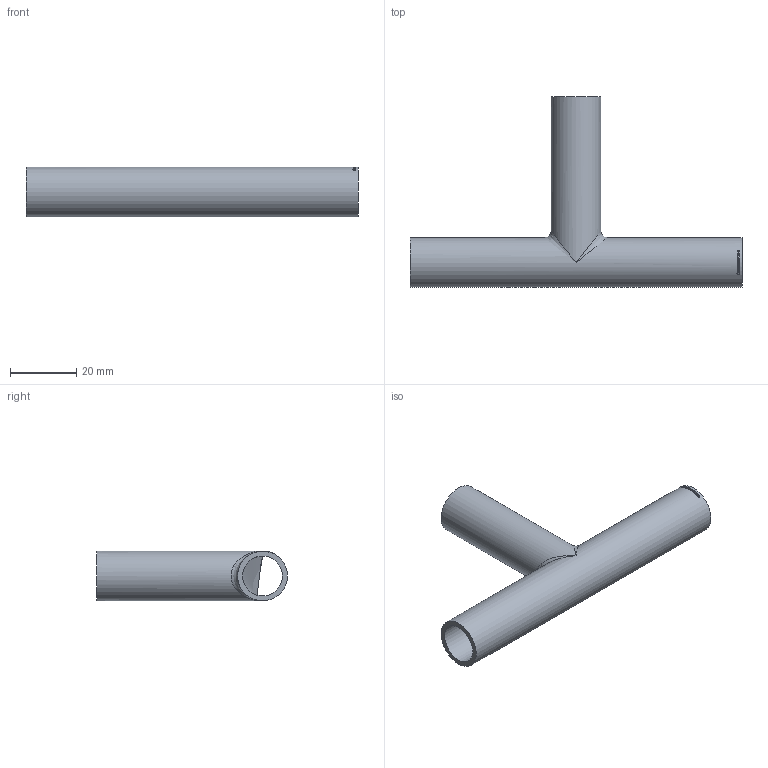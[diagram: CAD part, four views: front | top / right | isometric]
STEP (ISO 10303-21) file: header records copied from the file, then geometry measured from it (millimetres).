
FILE_DESCRIPTION (( 'STEP AP214' ), '1' );
FILE_NAME ('ORTR-015X15-x T-Stück 2004.STEP', '2020-04-06T12:07:30', ( '' ), ( '' ), 'SwSTEP 2.0', 'SolidWorks 2019', '' );
FILE_SCHEMA (( 'AUTOMOTIVE_DESIGN' ));
Length unit declared in the file: millimetre
Products named in the file (1): ORTR-015X15-x T-Stück 2004
Bounding box: 100 x 57.5 x 15 mm (x, y, z)
Volume: 8971 mm3; surface area: 12149.1 mm2
Topology: 1 solids, 1 shells, 177 faces, 475 edges, 308 vertices
Faces by surface type: bspline 95, plane 61, cylinder 21
Full cylindrical faces by diameter (mm): 12 x2, 15 x2
Entity records: 10923 total; most frequent: CARTESIAN_POINT 5556, ORIENTED_EDGE 922, EDGE_CURVE 461, DIRECTION 404, VERTEX_POINT 308, B_SPLINE_CURVE_WITH_KNOTS 293, EDGE_LOOP 203, FACE_OUTER_BOUND 181
